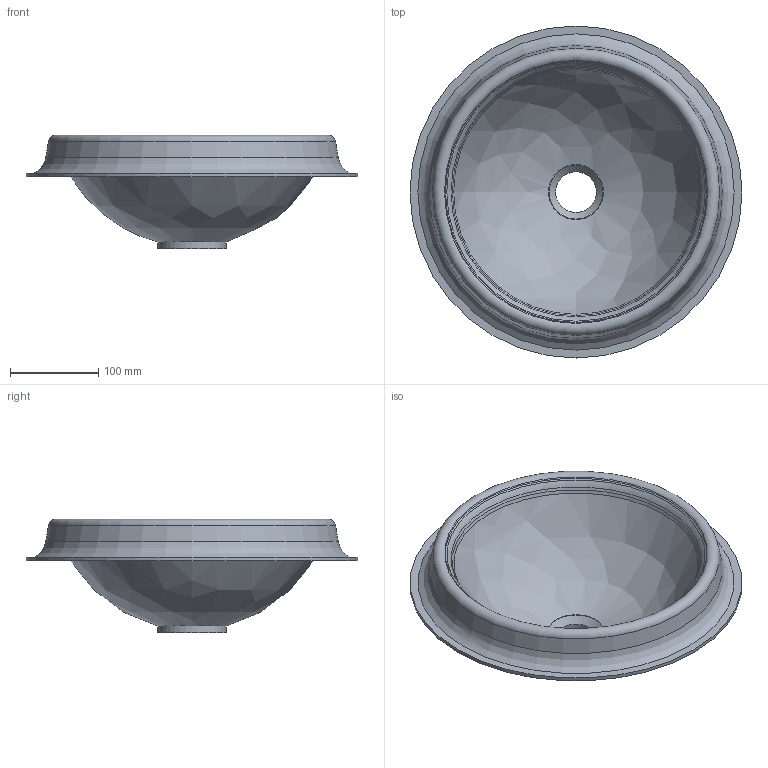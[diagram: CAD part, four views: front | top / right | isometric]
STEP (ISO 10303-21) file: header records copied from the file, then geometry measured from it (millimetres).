
FILE_DESCRIPTION(/* description */ (''),/* implementation_level */ '2;1');
FILE_NAME(/* name */ '8250',/* time_stamp */ '2021-07-29T09:19:35+08:00',/* author */ (''),/* organization */ (''),/* preprocessor_version */ 'ST-DEVELOPER v9',/* originating_system */ 'UGS - NX 4.0',/* authorisation */ '');
FILE_SCHEMA (('CONFIG_CONTROL_DESIGN'));
Length unit declared in the file: millimetre
Products named in the file (1): Admi91F1zcht
Bounding box: 375.33 x 375.33 x 128.19 mm (x, y, z)
Volume: 2244146 mm3; surface area: 311983.4 mm2
Topology: 1 solids, 1 shells, 18 faces, 35 edges, 20 vertices
Faces by surface type: torus 7, plane 3, cylinder 3, cone 3, bspline 2
Full cylindrical faces by diameter (mm): 46 x1, 77 x1, 375.333 x1
Entity records: 500 total; most frequent: CARTESIAN_POINT 109, DIRECTION 70, EDGE_LOOP 36, ORIENTED_EDGE 36, AXIS2_PLACEMENT_3D 35, FACE_BOUND 30, ADVANCED_FACE 18, VERTEX_POINT 18
